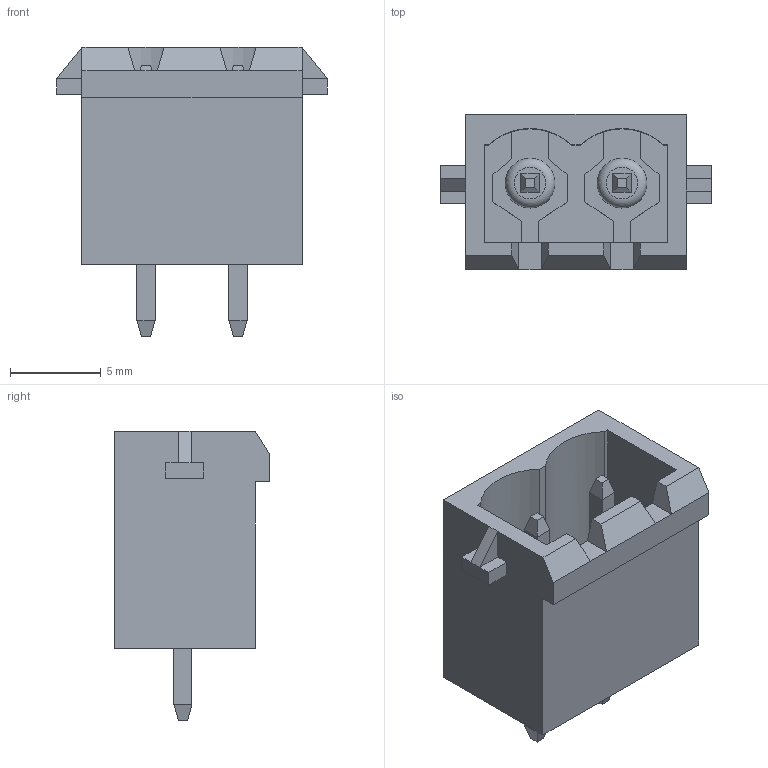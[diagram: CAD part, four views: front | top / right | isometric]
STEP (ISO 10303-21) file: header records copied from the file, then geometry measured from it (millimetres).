
FILE_DESCRIPTION(/* description */ ('Unknown'),/* implementation_level */ '2;1');
FILE_NAME(/* name */ '691305530002',/* time_stamp */ '2018-04-26T08:29:07+02:00',/* author */ ('Unknown'),/* organization */ ('Unknown'),/* preprocessor_version */ 'ST-DEVELOPER v16.7',/* originating_system */ 'DEX',/* authorisation */ $);
FILE_SCHEMA (('AUTOMOTIVE_DESIGN {1 0 10303 214 3 1 1}'));
Length unit declared in the file: millimetre
Products named in the file (3): 6913055300xx; 691305530002; 6913055300xx_PIN
Assembly tree (3 placements, depth 2):
  6913055300xx
    691305530002
    6913055300xx_PIN  x2
Bounding box: 14.96 x 8.6 x 16 mm (x, y, z)
Volume: 566.5 mm3; surface area: 1315.7 mm2
Topology: 3 solids, 3 shells, 127 faces, 335 edges, 214 vertices
Faces by surface type: plane 121, cylinder 4, torus 2
Full cylindrical faces by diameter (mm): 2.75 x2
Entity records: 3529 total; most frequent: CARTESIAN_POINT 614, ORIENTED_EDGE 602, DIRECTION 549, EDGE_CURVE 301, LINE 287, VECTOR 287, VERTEX_POINT 196, AXIS2_PLACEMENT_3D 131
